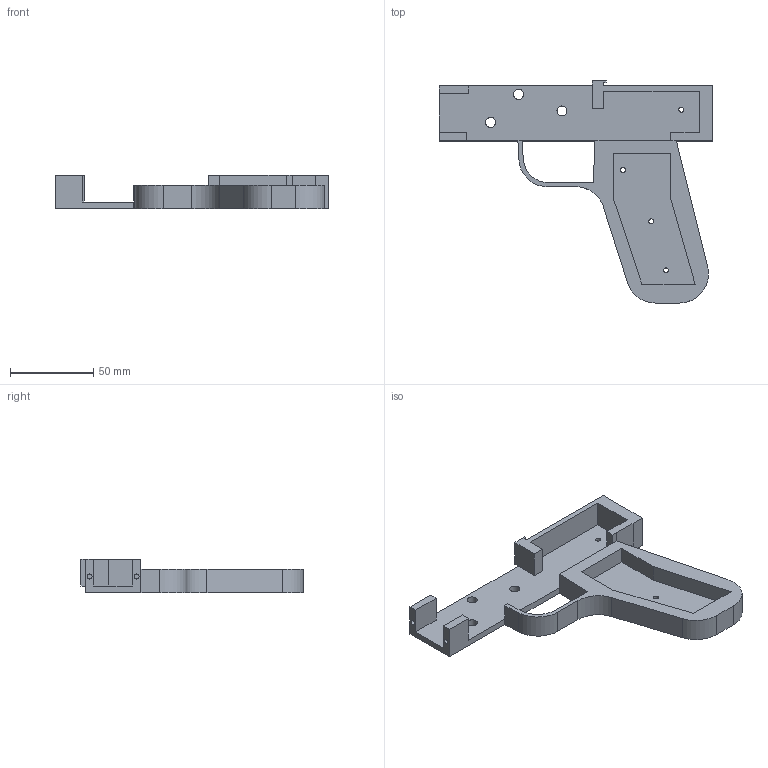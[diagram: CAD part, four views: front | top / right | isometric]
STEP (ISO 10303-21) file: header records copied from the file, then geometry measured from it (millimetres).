
FILE_DESCRIPTION(/* description */ (''),/* implementation_level */ '2;1');
FILE_NAME(/* name */ 'Component6.step',/* time_stamp */ '2025-08-04T16:33:41+09:00',/* author */ (''),/* organization */ (''),/* preprocessor_version */ 'ST-DEVELOPER v20.1',/* originating_system */ 'Autodesk Translation Framework v14.10.0.0',/* authorisation */ '');
FILE_SCHEMA (('AUTOMOTIVE_DESIGN { 1 0 10303 214 3 1 1 }'));
Length unit declared in the file: millimetre
Products named in the file (1): 2025-08-04-16-33-41-412
Bounding box: 163.96 x 133.2 x 20 mm (x, y, z)
Volume: 79813.6 mm3; surface area: 36353.2 mm2
Topology: 1 solids, 1 shells, 65 faces, 178 edges, 117 vertices
Faces by surface type: plane 51, cylinder 14
Full cylindrical faces by diameter (mm): 3 x6, 6 x3
Entity records: 2105 total; most frequent: CARTESIAN_POINT 361, ORIENTED_EDGE 356, DIRECTION 338, EDGE_CURVE 178, LINE 150, VECTOR 150, VERTEX_POINT 117, AXIS2_PLACEMENT_3D 94
